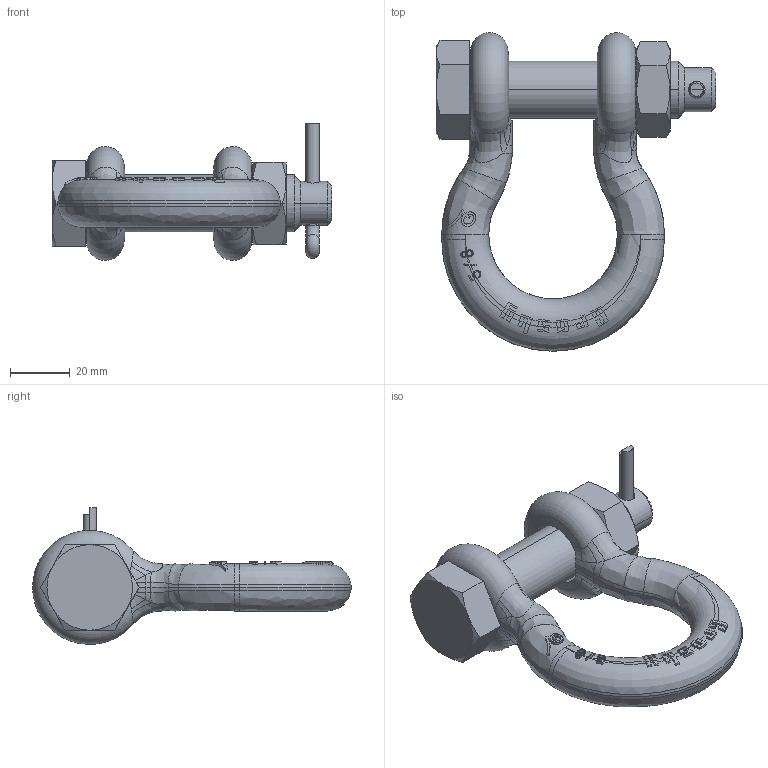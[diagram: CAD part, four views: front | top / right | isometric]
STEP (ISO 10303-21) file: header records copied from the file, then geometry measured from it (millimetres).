
FILE_DESCRIPTION((''),'2;1');
FILE_NAME('CROSBY_2130_063','2005-01-21T',('ADoughty'),('The Crosby Group, Inc.'),'PRO/ENGINEER BY PARAMETRIC TECHNOLOGY CORPORATION, 2004090','PRO/ENGINEER BY PARAMETRIC TECHNOLOGY CORPORATION, 2004090','');
FILE_SCHEMA(('CONFIG_CONTROL_DESIGN'));
Length unit declared in the file: inch
Products named in the file (1): CROSBY_2130_063
Bounding box: 93.42 x 106.42 x 45.69 mm (x, y, z)
Volume: 83262.8 mm3; surface area: 25310.6 mm2
Topology: 2 solids, 2 shells, 325 faces, 854 edges, 534 vertices
Faces by surface type: plane 132, bspline 74, revolution 34, cylinder 33, cone 30, extrusion 14, torus 8
Entity records: 15666 total; most frequent: CARTESIAN_POINT 8667, ORIENTED_EDGE 1708, DIRECTION 1008, EDGE_CURVE 854, VERTEX_POINT 534, B_SPLINE_CURVE_WITH_KNOTS 492, AXIS2_PLACEMENT_3D 347, EDGE_LOOP 332
